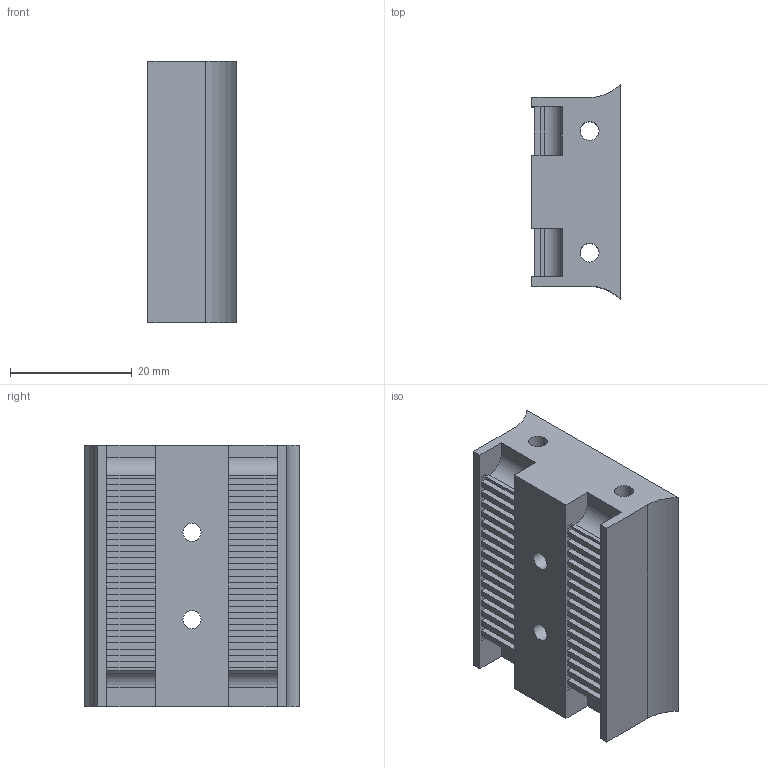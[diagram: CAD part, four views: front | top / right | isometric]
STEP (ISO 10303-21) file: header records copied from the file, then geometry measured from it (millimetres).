
FILE_DESCRIPTION(('FreeCAD Model'),'2;1');
FILE_NAME('Open CASCADE Shape Model','2022-02-11T10:42:29',('Author'),( ''),'Open CASCADE STEP processor 7.5','FreeCAD','Unknown');
FILE_SCHEMA(('AUTOMOTIVE_DESIGN { 1 0 10303 214 1 1 1 1 }'));
Length unit declared in the file: millimetre
Products named in the file (1): SpacerBase
Bounding box: 14.5 x 35.34 x 43 mm (x, y, z)
Volume: 16880.7 mm3; surface area: 7313.6 mm2
Topology: 1 solids, 1 shells, 250 faces, 718 edges, 468 vertices
Faces by surface type: plane 236, cylinder 14
Full cylindrical faces by diameter (mm): 3 x2, 3.1 x6
Entity records: 17252 total; most frequent: CARTESIAN_POINT 3289, DIRECTION 2434, LINE 1830, VECTOR 1830, ORIENTED_EDGE 1436, PCURVE 1436, DEFINITIONAL_REPRESENTATION 1436, EDGE_CURVE 718
